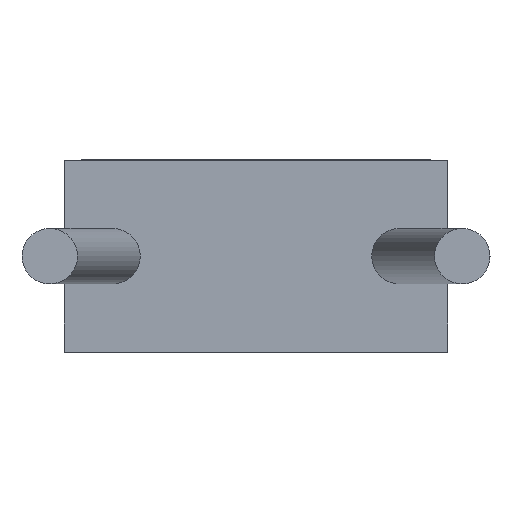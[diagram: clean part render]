
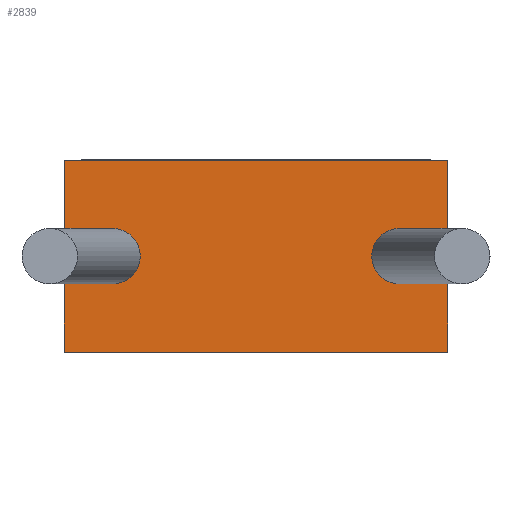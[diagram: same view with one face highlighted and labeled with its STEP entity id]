
A CAD part, front view. The second image highlights one B-rep face of the part: STEP entity #2839.
In plain terms, the highlighted planar face has unit normal (0, -1, 0).
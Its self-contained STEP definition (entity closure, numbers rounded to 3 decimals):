
#54 = CARTESIAN_POINT ( 'NONE',  ( 4.44, 0., 1.27 ) ) ;
#104 = CIRCLE ( 'NONE', #1166, 0.367 ) ;
#121 = CARTESIAN_POINT ( 'NONE',  ( 0., 0., 2.54 ) ) ;
#265 = ORIENTED_EDGE ( 'NONE', *, *, #1057, .F. ) ;
#406 = CIRCLE ( 'NONE', #1787, 0.367 ) ;
#422 = ORIENTED_EDGE ( 'NONE', *, *, #1863, .F. ) ;
#449 = EDGE_LOOP ( 'NONE', ( #2040, #482 ) ) ;
#474 = CARTESIAN_POINT ( 'NONE',  ( 0.64, 0., 0.903 ) ) ;
#482 = ORIENTED_EDGE ( 'NONE', *, *, #2928, .T. ) ;
#573 = LINE ( 'NONE', #3165, #1894 ) ;
#600 = CARTESIAN_POINT ( 'NONE',  ( 0., 0., 0. ) ) ;
#649 = LINE ( 'NONE', #600, #2869 ) ;
#652 = PLANE ( 'NONE',  #1043 ) ;
#738 = VERTEX_POINT ( 'NONE', #1003 ) ;
#749 = EDGE_CURVE ( 'NONE', #2105, #1023, #406, .T. ) ;
#781 = CARTESIAN_POINT ( 'NONE',  ( 0., 0., 0. ) ) ;
#916 = CARTESIAN_POINT ( 'NONE',  ( 4.44, 0., 1.638 ) ) ;
#975 = EDGE_CURVE ( 'NONE', #1147, #1714, #2934, .T. ) ;
#1003 = CARTESIAN_POINT ( 'NONE',  ( 0.64, 0., 1.638 ) ) ;
#1023 = VERTEX_POINT ( 'NONE', #916 ) ;
#1035 = CARTESIAN_POINT ( 'NONE',  ( 0., 0., 2.54 ) ) ;
#1043 = AXIS2_PLACEMENT_3D ( 'NONE', #121, #1174, #3030 ) ;
#1057 = EDGE_CURVE ( 'NONE', #1621, #738, #1247, .T. ) ;
#1121 = FACE_BOUND ( 'NONE', #2785, .T. ) ;
#1147 = VERTEX_POINT ( 'NONE', #1035 ) ;
#1166 = AXIS2_PLACEMENT_3D ( 'NONE', #1578, #1293, #2892 ) ;
#1174 = DIRECTION ( 'NONE',  ( 0., 1., 0. ) ) ;
#1177 = EDGE_CURVE ( 'NONE', #1147, #1191, #2348, .T. ) ;
#1183 = AXIS2_PLACEMENT_3D ( 'NONE', #2261, #3052, #1478 ) ;
#1191 = VERTEX_POINT ( 'NONE', #781 ) ;
#1247 = CIRCLE ( 'NONE', #2109, 0.367 ) ;
#1275 = DIRECTION ( 'NONE',  ( 0., 0., -1. ) ) ;
#1293 = DIRECTION ( 'NONE',  ( 0., -1., 0. ) ) ;
#1446 = ORIENTED_EDGE ( 'NONE', *, *, #2064, .T. ) ;
#1478 = DIRECTION ( 'NONE',  ( 0., 0., -1. ) ) ;
#1490 = VECTOR ( 'NONE', #2585, 1000. ) ;
#1571 = FACE_OUTER_BOUND ( 'NONE', #2489, .T. ) ;
#1578 = CARTESIAN_POINT ( 'NONE',  ( 0.64, 0., 1.27 ) ) ;
#1619 = DIRECTION ( 'NONE',  ( 0., 0., -1. ) ) ;
#1621 = VERTEX_POINT ( 'NONE', #474 ) ;
#1714 = VERTEX_POINT ( 'NONE', #3121 ) ;
#1747 = ORIENTED_EDGE ( 'NONE', *, *, #3004, .F. ) ;
#1760 = ORIENTED_EDGE ( 'NONE', *, *, #1177, .T. ) ;
#1787 = AXIS2_PLACEMENT_3D ( 'NONE', #54, #1841, #2632 ) ;
#1841 = DIRECTION ( 'NONE',  ( 0., 1., 0. ) ) ;
#1863 = EDGE_CURVE ( 'NONE', #1714, #1896, #573, .T. ) ;
#1894 = VECTOR ( 'NONE', #1619, 1000. ) ;
#1896 = VERTEX_POINT ( 'NONE', #2392 ) ;
#1951 = VECTOR ( 'NONE', #3296, 1000. ) ;
#1954 = CIRCLE ( 'NONE', #1183, 0.367 ) ;
#2040 = ORIENTED_EDGE ( 'NONE', *, *, #749, .T. ) ;
#2064 = EDGE_CURVE ( 'NONE', #1191, #1896, #649, .T. ) ;
#2105 = VERTEX_POINT ( 'NONE', #3064 ) ;
#2109 = AXIS2_PLACEMENT_3D ( 'NONE', #2361, #2599, #1275 ) ;
#2169 = ORIENTED_EDGE ( 'NONE', *, *, #975, .F. ) ;
#2261 = CARTESIAN_POINT ( 'NONE',  ( 4.44, 0., 1.27 ) ) ;
#2309 = DIRECTION ( 'NONE',  ( 1., 0., 0. ) ) ;
#2348 = LINE ( 'NONE', #3114, #1490 ) ;
#2361 = CARTESIAN_POINT ( 'NONE',  ( 0.64, 0., 1.27 ) ) ;
#2392 = CARTESIAN_POINT ( 'NONE',  ( 5.08, 0., 0. ) ) ;
#2489 = EDGE_LOOP ( 'NONE', ( #1446, #422, #2169, #1760 ) ) ;
#2585 = DIRECTION ( 'NONE',  ( 0., 0., -1. ) ) ;
#2599 = DIRECTION ( 'NONE',  ( 0., -1., 0. ) ) ;
#2632 = DIRECTION ( 'NONE',  ( 0., 0., -1. ) ) ;
#2785 = EDGE_LOOP ( 'NONE', ( #265, #1747 ) ) ;
#2839 = ADVANCED_FACE ( 'NONE', ( #3175, #1571, #1121 ), #652, .F. ) ;
#2869 = VECTOR ( 'NONE', #2309, 1000. ) ;
#2892 = DIRECTION ( 'NONE',  ( 0., 0., -1. ) ) ;
#2928 = EDGE_CURVE ( 'NONE', #1023, #2105, #1954, .T. ) ;
#2934 = LINE ( 'NONE', #3013, #1951 ) ;
#3004 = EDGE_CURVE ( 'NONE', #738, #1621, #104, .T. ) ;
#3013 = CARTESIAN_POINT ( 'NONE',  ( 0., 0., 2.54 ) ) ;
#3030 = DIRECTION ( 'NONE',  ( 0., 0., 1. ) ) ;
#3052 = DIRECTION ( 'NONE',  ( 0., 1., 0. ) ) ;
#3064 = CARTESIAN_POINT ( 'NONE',  ( 4.44, 0., 0.903 ) ) ;
#3114 = CARTESIAN_POINT ( 'NONE',  ( 0., 0., 2.54 ) ) ;
#3121 = CARTESIAN_POINT ( 'NONE',  ( 5.08, 0., 2.54 ) ) ;
#3165 = CARTESIAN_POINT ( 'NONE',  ( 5.08, 0., 2.54 ) ) ;
#3175 = FACE_BOUND ( 'NONE', #449, .T. ) ;
#3296 = DIRECTION ( 'NONE',  ( 1., 0., 0. ) ) ;
